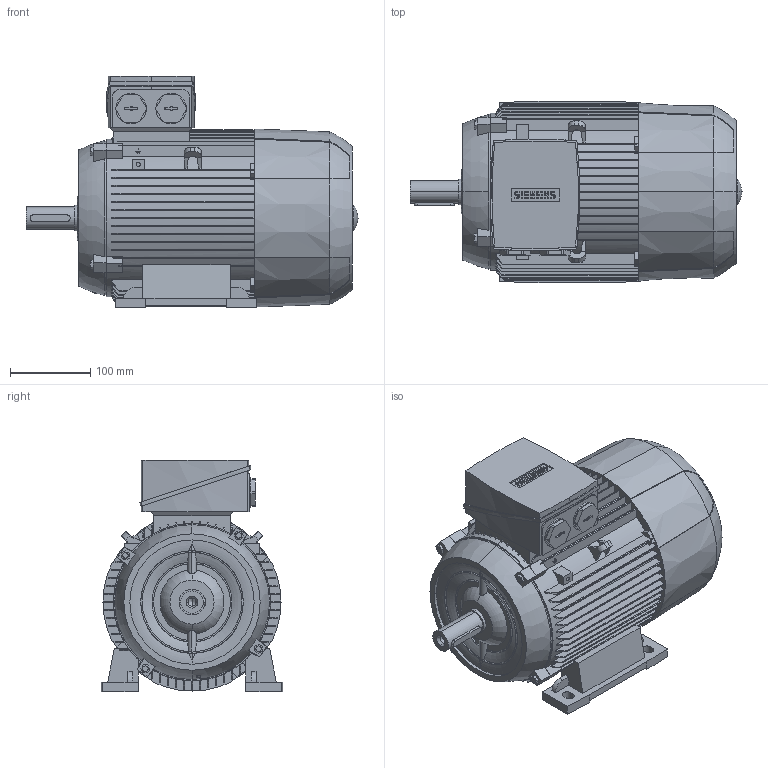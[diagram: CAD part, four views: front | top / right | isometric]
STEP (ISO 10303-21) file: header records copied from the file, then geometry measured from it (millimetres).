
FILE_DESCRIPTION(('STEP AP214'),'1');
FILE_NAME('cctmp_EFD8DC2C-6C60-4BA8-BDE9-82735E8CAC7B_2023_06_27_10_39_09_0186..stp','2023-06-27T08:39:09',('SIEMENS A&D'),('CADClick - www.CADClick.com'),'Spatial InterOp 3D',' ','unknown authorization');
FILE_SCHEMA(('AUTOMOTIVE_DESIGN'));
Length unit declared in the file: millimetre
Products named in the file (1): 2023_06_27_10_39_09_0170
Bounding box: 414 x 226 x 289 mm (x, y, z)
Volume: 12525396.1 mm3; surface area: 587756.9 mm2
Topology: 1 solids, 1 shells, 912 faces, 2579 edges, 1705 vertices
Faces by surface type: plane 535, cylinder 219, torus 132, cone 26
Entity records: 42386 total; most frequent: CARTESIAN_POINT 11714, ORIENTED_EDGE 5150, DIRECTION 4581, EDGE_CURVE 2575, VERTEX_POINT 1705, AXIS2_PLACEMENT_3D 1531, LINE 1519, VECTOR 1519
